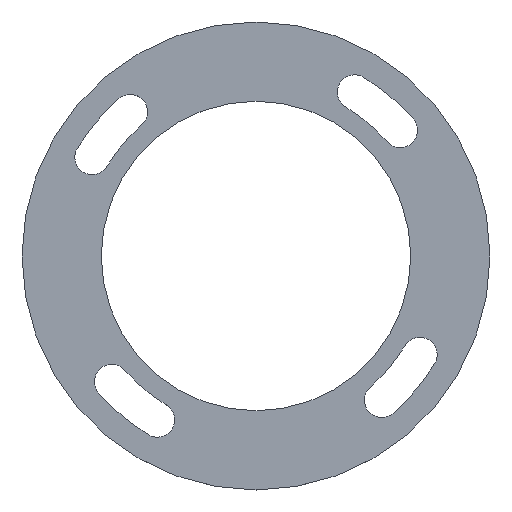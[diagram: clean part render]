
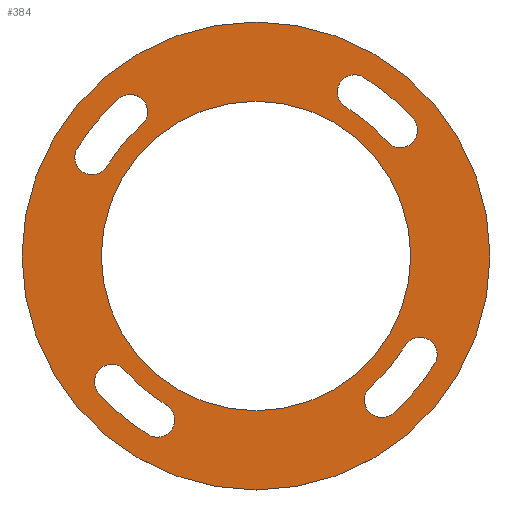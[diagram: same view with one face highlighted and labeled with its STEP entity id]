
A CAD part, top view. The second image highlights one B-rep face of the part: STEP entity #384.
In plain terms, the highlighted planar face has unit normal (0, 0, 1).
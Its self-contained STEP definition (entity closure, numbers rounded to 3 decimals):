
#20=FACE_BOUND('',#72,.T.);
#21=FACE_BOUND('',#73,.T.);
#22=FACE_BOUND('',#74,.T.);
#23=FACE_BOUND('',#75,.T.);
#24=FACE_BOUND('',#76,.T.);
#26=PLANE('',#454);
#46=FACE_OUTER_BOUND('',#71,.T.);
#71=EDGE_LOOP('',(#329));
#72=EDGE_LOOP('',(#330,#331,#332,#333));
#73=EDGE_LOOP('',(#334,#335,#336,#337));
#74=EDGE_LOOP('',(#338,#339,#340,#341));
#75=EDGE_LOOP('',(#342,#343,#344,#345));
#76=EDGE_LOOP('',(#346));
#114=CIRCLE('',#401,42.126);
#116=CIRCLE('',#404,3.5);
#118=CIRCLE('',#407,35.126);
#120=CIRCLE('',#410,3.5);
#122=CIRCLE('',#413,42.126);
#124=CIRCLE('',#416,3.5);
#126=CIRCLE('',#419,35.126);
#128=CIRCLE('',#422,3.5);
#130=CIRCLE('',#425,42.126);
#132=CIRCLE('',#428,3.5);
#134=CIRCLE('',#431,35.126);
#136=CIRCLE('',#434,3.5);
#138=CIRCLE('',#437,42.126);
#140=CIRCLE('',#440,3.5);
#142=CIRCLE('',#443,35.126);
#144=CIRCLE('',#446,3.5);
#146=CIRCLE('',#449,31.25);
#148=CIRCLE('',#452,47.25);
#151=VERTEX_POINT('',#592);
#152=VERTEX_POINT('',#594);
#154=VERTEX_POINT('',#600);
#156=VERTEX_POINT('',#606);
#159=VERTEX_POINT('',#616);
#160=VERTEX_POINT('',#618);
#162=VERTEX_POINT('',#624);
#164=VERTEX_POINT('',#630);
#167=VERTEX_POINT('',#640);
#168=VERTEX_POINT('',#642);
#170=VERTEX_POINT('',#648);
#172=VERTEX_POINT('',#654);
#175=VERTEX_POINT('',#664);
#176=VERTEX_POINT('',#666);
#178=VERTEX_POINT('',#672);
#180=VERTEX_POINT('',#678);
#182=VERTEX_POINT('',#687);
#184=VERTEX_POINT('',#693);
#187=EDGE_CURVE('',#152,#151,#114,.T.);
#190=EDGE_CURVE('',#154,#152,#116,.T.);
#193=EDGE_CURVE('',#156,#154,#118,.T.);
#196=EDGE_CURVE('',#151,#156,#120,.T.);
#199=EDGE_CURVE('',#160,#159,#122,.T.);
#202=EDGE_CURVE('',#162,#160,#124,.T.);
#205=EDGE_CURVE('',#164,#162,#126,.T.);
#208=EDGE_CURVE('',#159,#164,#128,.T.);
#211=EDGE_CURVE('',#168,#167,#130,.T.);
#214=EDGE_CURVE('',#170,#168,#132,.T.);
#217=EDGE_CURVE('',#172,#170,#134,.T.);
#220=EDGE_CURVE('',#167,#172,#136,.T.);
#223=EDGE_CURVE('',#176,#175,#138,.T.);
#226=EDGE_CURVE('',#178,#176,#140,.T.);
#229=EDGE_CURVE('',#180,#178,#142,.T.);
#232=EDGE_CURVE('',#175,#180,#144,.T.);
#235=EDGE_CURVE('',#182,#182,#146,.T.);
#238=EDGE_CURVE('',#184,#184,#148,.T.);
#329=ORIENTED_EDGE('',*,*,#238,.F.);
#330=ORIENTED_EDGE('',*,*,#187,.T.);
#331=ORIENTED_EDGE('',*,*,#196,.T.);
#332=ORIENTED_EDGE('',*,*,#193,.T.);
#333=ORIENTED_EDGE('',*,*,#190,.T.);
#334=ORIENTED_EDGE('',*,*,#199,.T.);
#335=ORIENTED_EDGE('',*,*,#208,.T.);
#336=ORIENTED_EDGE('',*,*,#205,.T.);
#337=ORIENTED_EDGE('',*,*,#202,.T.);
#338=ORIENTED_EDGE('',*,*,#211,.T.);
#339=ORIENTED_EDGE('',*,*,#220,.T.);
#340=ORIENTED_EDGE('',*,*,#217,.T.);
#341=ORIENTED_EDGE('',*,*,#214,.T.);
#342=ORIENTED_EDGE('',*,*,#223,.T.);
#343=ORIENTED_EDGE('',*,*,#232,.T.);
#344=ORIENTED_EDGE('',*,*,#229,.T.);
#345=ORIENTED_EDGE('',*,*,#226,.T.);
#346=ORIENTED_EDGE('',*,*,#235,.F.);
#384=ADVANCED_FACE('',(#46,#20,#21,#22,#23,#24),#26,.F.);
#401=AXIS2_PLACEMENT_3D('',#595,#462,#463);
#404=AXIS2_PLACEMENT_3D('',#601,#469,#470);
#407=AXIS2_PLACEMENT_3D('',#607,#476,#477);
#410=AXIS2_PLACEMENT_3D('',#611,#483,#484);
#413=AXIS2_PLACEMENT_3D('',#619,#490,#491);
#416=AXIS2_PLACEMENT_3D('',#625,#497,#498);
#419=AXIS2_PLACEMENT_3D('',#631,#504,#505);
#422=AXIS2_PLACEMENT_3D('',#635,#511,#512);
#425=AXIS2_PLACEMENT_3D('',#643,#518,#519);
#428=AXIS2_PLACEMENT_3D('',#649,#525,#526);
#431=AXIS2_PLACEMENT_3D('',#655,#532,#533);
#434=AXIS2_PLACEMENT_3D('',#659,#539,#540);
#437=AXIS2_PLACEMENT_3D('',#667,#546,#547);
#440=AXIS2_PLACEMENT_3D('',#673,#553,#554);
#443=AXIS2_PLACEMENT_3D('',#679,#560,#561);
#446=AXIS2_PLACEMENT_3D('',#683,#567,#568);
#449=AXIS2_PLACEMENT_3D('',#689,#574,#575);
#452=AXIS2_PLACEMENT_3D('',#695,#581,#582);
#454=AXIS2_PLACEMENT_3D('',#697,#585,#586);
#462=DIRECTION('center_axis',(0.,0.,-1.));
#463=DIRECTION('ref_axis',(0.516,0.857,0.));
#469=DIRECTION('center_axis',(0.,0.,-1.));
#470=DIRECTION('ref_axis',(-0.516,-0.857,0.));
#476=DIRECTION('center_axis',(0.,0.,1.));
#477=DIRECTION('ref_axis',(0.516,0.857,0.));
#483=DIRECTION('center_axis',(0.,0.,-1.));
#484=DIRECTION('ref_axis',(0.754,0.657,0.));
#490=DIRECTION('center_axis',(0.,0.,-1.));
#491=DIRECTION('ref_axis',(0.857,-0.516,0.));
#497=DIRECTION('center_axis',(0.,0.,-1.));
#498=DIRECTION('ref_axis',(-0.857,0.516,0.));
#504=DIRECTION('center_axis',(0.,0.,1.));
#505=DIRECTION('ref_axis',(0.857,-0.516,0.));
#511=DIRECTION('center_axis',(0.,0.,-1.));
#512=DIRECTION('ref_axis',(0.657,-0.754,0.));
#518=DIRECTION('center_axis',(0.,0.,-1.));
#519=DIRECTION('ref_axis',(-0.516,-0.857,0.));
#525=DIRECTION('center_axis',(0.,0.,-1.));
#526=DIRECTION('ref_axis',(0.516,0.857,0.));
#532=DIRECTION('center_axis',(0.,0.,1.));
#533=DIRECTION('ref_axis',(-0.516,-0.857,0.));
#539=DIRECTION('center_axis',(0.,0.,-1.));
#540=DIRECTION('ref_axis',(-0.754,-0.657,0.));
#546=DIRECTION('center_axis',(0.,0.,-1.));
#547=DIRECTION('ref_axis',(-0.857,0.516,0.));
#553=DIRECTION('center_axis',(0.,0.,-1.));
#554=DIRECTION('ref_axis',(0.857,-0.516,0.));
#560=DIRECTION('center_axis',(0.,0.,1.));
#561=DIRECTION('ref_axis',(-0.857,0.516,0.));
#567=DIRECTION('center_axis',(0.,0.,-1.));
#568=DIRECTION('ref_axis',(-0.657,0.754,0.));
#574=DIRECTION('center_axis',(0.,0.,1.));
#575=DIRECTION('ref_axis',(1.,0.,0.));
#581=DIRECTION('center_axis',(0.,0.,-1.));
#582=DIRECTION('ref_axis',(1.,0.,0.));
#585=DIRECTION('center_axis',(0.,0.,-1.));
#586=DIRECTION('ref_axis',(1.,0.,0.));
#592=CARTESIAN_POINT('',(31.762,27.672,-1.5));
#594=CARTESIAN_POINT('',(21.736,36.085,-1.5));
#595=CARTESIAN_POINT('Origin',(0.,0.,
-1.5));
#600=CARTESIAN_POINT('',(18.125,30.089,-1.5));
#601=CARTESIAN_POINT('Origin',(19.93,33.087,-1.5));
#606=CARTESIAN_POINT('',(26.484,23.074,-1.5));
#607=CARTESIAN_POINT('Origin',(0.,0.,
-1.5));
#611=CARTESIAN_POINT('Origin',(29.123,25.373,-1.5));
#616=CARTESIAN_POINT('',(27.672,-31.762,-1.5));
#618=CARTESIAN_POINT('',(36.085,-21.736,-1.5));
#619=CARTESIAN_POINT('Origin',(0.,0.,
-1.5));
#624=CARTESIAN_POINT('',(30.089,-18.125,-1.5));
#625=CARTESIAN_POINT('Origin',(33.087,-19.93,-1.5));
#630=CARTESIAN_POINT('',(23.074,-26.484,-1.5));
#631=CARTESIAN_POINT('Origin',(0.,0.,
-1.5));
#635=CARTESIAN_POINT('Origin',(25.373,-29.123,-1.5));
#640=CARTESIAN_POINT('',(-31.762,-27.672,-1.5));
#642=CARTESIAN_POINT('',(-21.736,-36.085,-1.5));
#643=CARTESIAN_POINT('Origin',(0.,0.,
-1.5));
#648=CARTESIAN_POINT('',(-18.125,-30.089,-1.5));
#649=CARTESIAN_POINT('Origin',(-19.93,-33.087,-1.5));
#654=CARTESIAN_POINT('',(-26.484,-23.074,-1.5));
#655=CARTESIAN_POINT('Origin',(0.,0.,
-1.5));
#659=CARTESIAN_POINT('Origin',(-29.123,-25.373,-1.5));
#664=CARTESIAN_POINT('',(-27.672,31.762,-1.5));
#666=CARTESIAN_POINT('',(-36.085,21.736,-1.5));
#667=CARTESIAN_POINT('Origin',(0.,0.,
-1.5));
#672=CARTESIAN_POINT('',(-30.089,18.125,-1.5));
#673=CARTESIAN_POINT('Origin',(-33.087,19.93,-1.5));
#678=CARTESIAN_POINT('',(-23.074,26.484,-1.5));
#679=CARTESIAN_POINT('Origin',(0.,0.,
-1.5));
#683=CARTESIAN_POINT('Origin',(-25.373,29.123,-1.5));
#687=CARTESIAN_POINT('',(-31.25,0.,-1.5));
#689=CARTESIAN_POINT('Origin',(0.,0.,
-1.5));
#693=CARTESIAN_POINT('',(-47.25,0.,-1.5));
#695=CARTESIAN_POINT('Origin',(0.,0.,
-1.5));
#697=CARTESIAN_POINT('Origin',(0.,0.,
-1.5));
